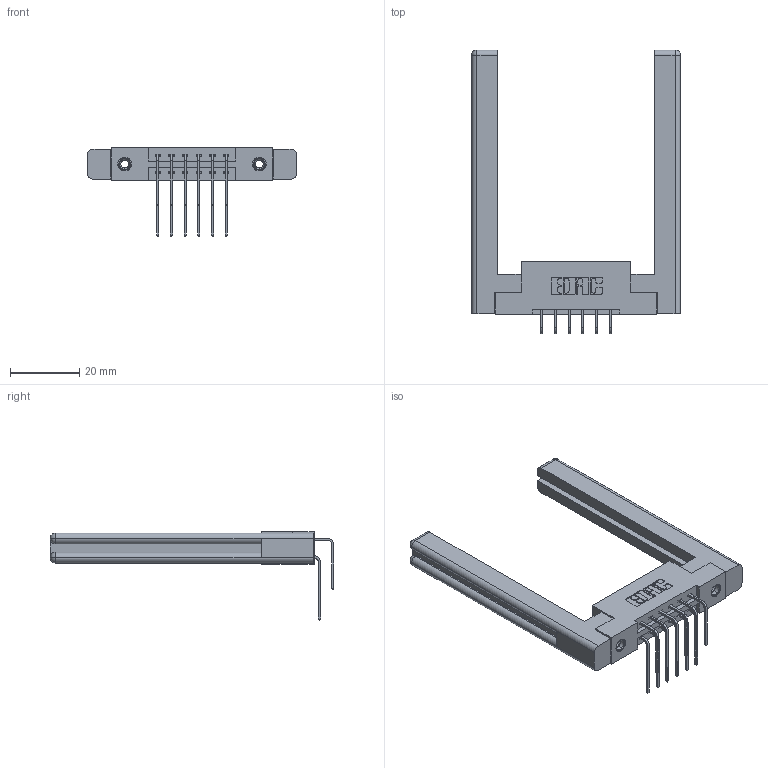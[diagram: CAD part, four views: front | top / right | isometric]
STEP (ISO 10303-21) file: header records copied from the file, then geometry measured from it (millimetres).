
FILE_DESCRIPTION (( 'STEP AP203' ), '1' );
FILE_NAME ('387-012-559-258.STEP', '2019-10-15T20:34:25', ( '' ), ( '' ), 'SwSTEP 2.0', 'SolidWorks 2016', '' );
FILE_SCHEMA (( 'CONFIG_CONTROL_DESIGN' ));
Length unit declared in the file: inch
Products named in the file (6): 345-292-001_559 Tail - 2; 387-012-559-258; 345-292-001_558 559 Tail - 1; 337 Part_Flush Mounting Lugs - 0.156 Dia-TI; 345-250-001_345-250-001-102; 307-220-058
Assembly tree (17 placements, depth 2):
  387-012-559-258
    337 Part_Flush Mounting Lugs - 0.156 Dia-TI
    345-292-001_558 559 Tail - 1  x6
    345-292-001_559 Tail - 2  x6
    345-250-001_345-250-001-102  x2
    307-220-058  x2
Bounding box: 60.4 x 81.98 x 25.53 mm (x, y, z)
Volume: 13097.9 mm3; surface area: 11777.5 mm2
Topology: 17 solids, 17 shells, 928 faces, 2669 edges, 1750 vertices
Faces by surface type: plane 634, cylinder 270, cone 12, torus 12
Entity records: 13726 total; most frequent: CARTESIAN_POINT 2396, ORIENTED_EDGE 2220, DIRECTION 2102, EDGE_CURVE 1110, LINE 894, VECTOR 894, VERTEX_POINT 730, AXIS2_PLACEMENT_3D 604
